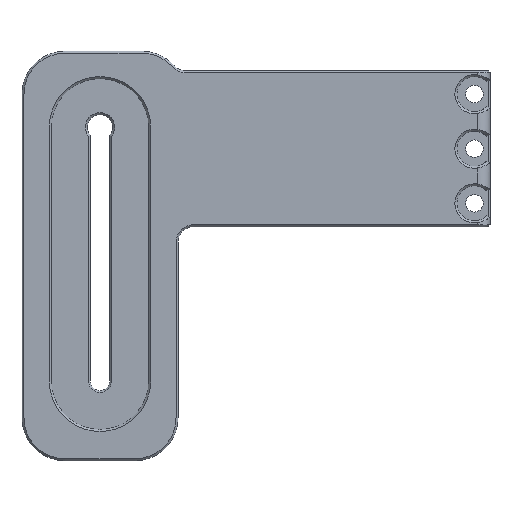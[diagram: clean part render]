
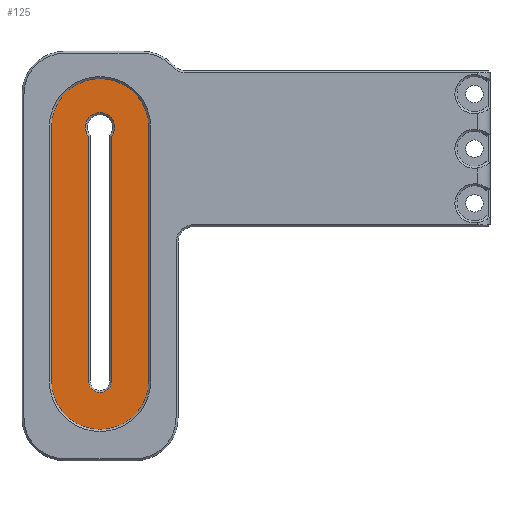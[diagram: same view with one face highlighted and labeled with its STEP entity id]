
A CAD part, front view. The second image highlights one B-rep face of the part: STEP entity #125.
In plain terms, the highlighted planar face has unit normal (0, -1, 0).
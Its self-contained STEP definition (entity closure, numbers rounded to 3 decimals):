
#11 = CARTESIAN_POINT ( 'NONE',  ( -100., 2., -59.5 ) ) ;
#15 = DIRECTION ( 'NONE',  ( 0., 1., 0. ) ) ;
#59 = VERTEX_POINT ( 'NONE', #3285 ) ;
#121 = CARTESIAN_POINT ( 'NONE',  ( -100., 2., -59.5 ) ) ;
#125 = ADVANCED_FACE ( 'NONE', ( #3019, #5600 ), #4309, .T. ) ;
#141 = VERTEX_POINT ( 'NONE', #3510 ) ;
#202 = EDGE_CURVE ( 'NONE', #1667, #59, #1703, .T. ) ;
#323 = DIRECTION ( 'NONE',  ( 0., 0., 1. ) ) ;
#346 = EDGE_CURVE ( 'NONE', #2443, #1667, #1402, .T. ) ;
#410 = CARTESIAN_POINT ( 'NONE',  ( -112.5, 2., -59.5 ) ) ;
#487 = EDGE_LOOP ( 'NONE', ( #1527, #3583, #2833, #5101, #2176 ) ) ;
#571 = CARTESIAN_POINT ( 'NONE',  ( -97., 2., 3.25 ) ) ;
#577 = EDGE_CURVE ( 'NONE', #5060, #3684, #890, .T. ) ;
#692 = CIRCLE ( 'NONE', #3902, 12.5 ) ;
#819 = VECTOR ( 'NONE', #2131, 1000. ) ;
#889 = VERTEX_POINT ( 'NONE', #1149 ) ;
#890 = LINE ( 'NONE', #2638, #4764 ) ;
#1060 = VERTEX_POINT ( 'NONE', #2980 ) ;
#1149 = CARTESIAN_POINT ( 'NONE',  ( -112.5, 2., -59.5 ) ) ;
#1214 = AXIS2_PLACEMENT_3D ( 'NONE', #2947, #4240, #2461 ) ;
#1402 = CIRCLE ( 'NONE', #4607, 3. ) ;
#1441 = DIRECTION ( 'NONE',  ( 0., 1., 0. ) ) ;
#1527 = ORIENTED_EDGE ( 'NONE', *, *, #1878, .T. ) ;
#1560 = CIRCLE ( 'NONE', #2836, 12.5 ) ;
#1625 = CARTESIAN_POINT ( 'NONE',  ( -87.5, 2., 5.5 ) ) ;
#1647 = AXIS2_PLACEMENT_3D ( 'NONE', #2193, #15, #3488 ) ;
#1663 = CARTESIAN_POINT ( 'NONE',  ( -103., 2., -59.5 ) ) ;
#1667 = VERTEX_POINT ( 'NONE', #1663 ) ;
#1703 = LINE ( 'NONE', #4398, #819 ) ;
#1727 = ORIENTED_EDGE ( 'NONE', *, *, #202, .T. ) ;
#1760 = DIRECTION ( 'NONE',  ( 0., 0., -1. ) ) ;
#1812 = ORIENTED_EDGE ( 'NONE', *, *, #2158, .T. ) ;
#1835 = CIRCLE ( 'NONE', #1647, 3. ) ;
#1878 = EDGE_CURVE ( 'NONE', #889, #141, #692, .T. ) ;
#2031 = CARTESIAN_POINT ( 'NONE',  ( -100., 2., 5.5 ) ) ;
#2066 = VERTEX_POINT ( 'NONE', #571 ) ;
#2077 = CARTESIAN_POINT ( 'NONE',  ( -87.5, 2., -59.5 ) ) ;
#2131 = DIRECTION ( 'NONE',  ( 0., 0., 1. ) ) ;
#2158 = EDGE_CURVE ( 'NONE', #59, #2066, #4605, .T. ) ;
#2176 = ORIENTED_EDGE ( 'NONE', *, *, #4147, .T. ) ;
#2178 = DIRECTION ( 'NONE',  ( 0., -1., 0. ) ) ;
#2193 = CARTESIAN_POINT ( 'NONE',  ( -100., 2., -59.5 ) ) ;
#2288 = EDGE_CURVE ( 'NONE', #3684, #2846, #5156, .T. ) ;
#2443 = VERTEX_POINT ( 'NONE', #2884 ) ;
#2461 = DIRECTION ( 'NONE',  ( 0., 0., -1. ) ) ;
#2476 = EDGE_CURVE ( 'NONE', #1060, #2443, #1835, .T. ) ;
#2501 = EDGE_CURVE ( 'NONE', #141, #5060, #1560, .T. ) ;
#2560 = CARTESIAN_POINT ( 'NONE',  ( -112.5, 2., 5.5 ) ) ;
#2637 = VECTOR ( 'NONE', #5601, 1000. ) ;
#2638 = CARTESIAN_POINT ( 'NONE',  ( -87.5, 2., -59.5 ) ) ;
#2641 = DIRECTION ( 'NONE',  ( 0., 0., -1. ) ) ;
#2677 = DIRECTION ( 'NONE',  ( 0., 0., -1. ) ) ;
#2702 = DIRECTION ( 'NONE',  ( 0., 0., -1. ) ) ;
#2833 = ORIENTED_EDGE ( 'NONE', *, *, #577, .T. ) ;
#2836 = AXIS2_PLACEMENT_3D ( 'NONE', #4343, #5234, #2677 ) ;
#2839 = ORIENTED_EDGE ( 'NONE', *, *, #2476, .T. ) ;
#2846 = VERTEX_POINT ( 'NONE', #2560 ) ;
#2858 = EDGE_CURVE ( 'NONE', #2066, #1060, #5174, .T. ) ;
#2884 = CARTESIAN_POINT ( 'NONE',  ( -100., 2., -62.5 ) ) ;
#2889 = EDGE_LOOP ( 'NONE', ( #1812, #4018, #2839, #5007, #1727 ) ) ;
#2947 = CARTESIAN_POINT ( 'NONE',  ( -100., 2., 5.5 ) ) ;
#2976 = DIRECTION ( 'NONE',  ( 0., 1., 0. ) ) ;
#2980 = CARTESIAN_POINT ( 'NONE',  ( -97., 2., -59.5 ) ) ;
#2988 = LINE ( 'NONE', #410, #5028 ) ;
#3019 = FACE_BOUND ( 'NONE', #2889, .T. ) ;
#3155 = CARTESIAN_POINT ( 'NONE',  ( -100., 2., -59.5 ) ) ;
#3285 = CARTESIAN_POINT ( 'NONE',  ( -103., 2., 3.25 ) ) ;
#3429 = CARTESIAN_POINT ( 'NONE',  ( -97., 2., -59.5 ) ) ;
#3488 = DIRECTION ( 'NONE',  ( 0., 0., -1. ) ) ;
#3509 = AXIS2_PLACEMENT_3D ( 'NONE', #2031, #2976, #5500 ) ;
#3510 = CARTESIAN_POINT ( 'NONE',  ( -100., 2., -72. ) ) ;
#3583 = ORIENTED_EDGE ( 'NONE', *, *, #2501, .T. ) ;
#3684 = VERTEX_POINT ( 'NONE', #1625 ) ;
#3902 = AXIS2_PLACEMENT_3D ( 'NONE', #3155, #2178, #3905 ) ;
#3905 = DIRECTION ( 'NONE',  ( 0., 0., -1. ) ) ;
#4018 = ORIENTED_EDGE ( 'NONE', *, *, #2858, .T. ) ;
#4147 = EDGE_CURVE ( 'NONE', #2846, #889, #2988, .T. ) ;
#4240 = DIRECTION ( 'NONE',  ( 0., -1., 0. ) ) ;
#4279 = DIRECTION ( 'NONE',  ( 0., -1., 0. ) ) ;
#4309 = PLANE ( 'NONE',  #4948 ) ;
#4343 = CARTESIAN_POINT ( 'NONE',  ( -100., 2., -59.5 ) ) ;
#4398 = CARTESIAN_POINT ( 'NONE',  ( -103., 2., 3.423 ) ) ;
#4605 = CIRCLE ( 'NONE', #3509, 3.75 ) ;
#4607 = AXIS2_PLACEMENT_3D ( 'NONE', #121, #1441, #2702 ) ;
#4764 = VECTOR ( 'NONE', #323, 1000. ) ;
#4948 = AXIS2_PLACEMENT_3D ( 'NONE', #11, #4279, #1760 ) ;
#5007 = ORIENTED_EDGE ( 'NONE', *, *, #346, .T. ) ;
#5028 = VECTOR ( 'NONE', #2641, 1000. ) ;
#5060 = VERTEX_POINT ( 'NONE', #2077 ) ;
#5101 = ORIENTED_EDGE ( 'NONE', *, *, #2288, .T. ) ;
#5156 = CIRCLE ( 'NONE', #1214, 12.5 ) ;
#5174 = LINE ( 'NONE', #3429, #2637 ) ;
#5234 = DIRECTION ( 'NONE',  ( 0., -1., 0. ) ) ;
#5500 = DIRECTION ( 'NONE',  ( 0., 0., -1. ) ) ;
#5600 = FACE_OUTER_BOUND ( 'NONE', #487, .T. ) ;
#5601 = DIRECTION ( 'NONE',  ( 0., 0., -1. ) ) ;
